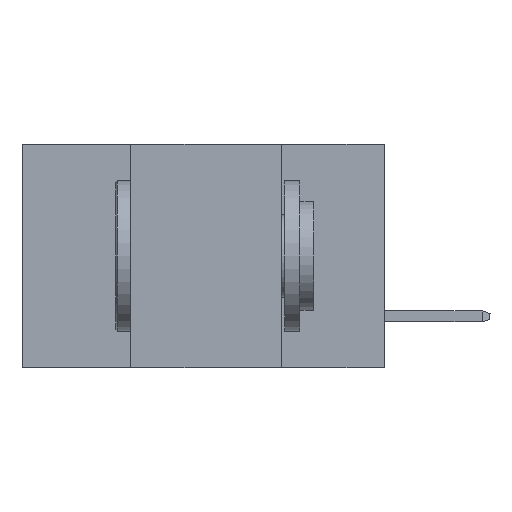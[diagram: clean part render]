
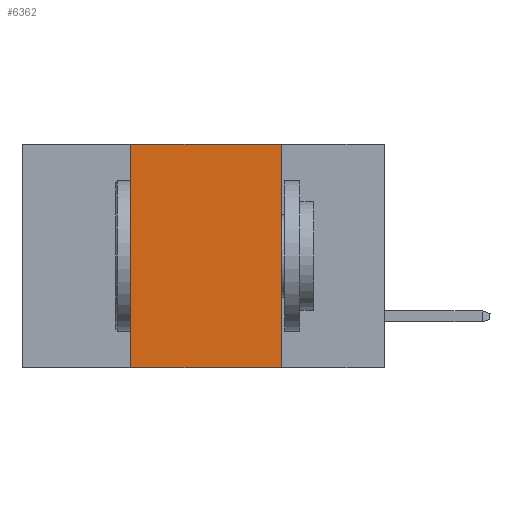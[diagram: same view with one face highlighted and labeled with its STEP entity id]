
A CAD part, left-side view. The second image highlights one B-rep face of the part: STEP entity #6362.
In plain terms, the highlighted planar face has unit normal (-1, 0, 0).
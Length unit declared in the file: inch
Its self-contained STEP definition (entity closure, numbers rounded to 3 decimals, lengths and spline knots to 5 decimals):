
#817 = VECTOR ( 'NONE', #2672, 39.37008 ) ;
#1098 = EDGE_CURVE ( 'NONE', #15665, #9746, #17109, .T. ) ;
#1783 = EDGE_CURVE ( 'NONE', #15009, #9746, #5982, .T. ) ;
#2672 = DIRECTION ( 'NONE',  ( 0., 0., -1. ) ) ;
#3415 = CARTESIAN_POINT ( 'NONE',  ( 0., 0.42, 0. ) ) ;
#3575 = AXIS2_PLACEMENT_3D ( 'NONE', #13158, #19167, #3787 ) ;
#3579 = VECTOR ( 'NONE', #8142, 39.37008 ) ;
#3787 = DIRECTION ( 'NONE',  ( 0., 0., -1. ) ) ;
#4303 = ORIENTED_EDGE ( 'NONE', *, *, #15078, .F. ) ;
#4335 = LINE ( 'NONE', #13495, #18307 ) ;
#4931 = CARTESIAN_POINT ( 'NONE',  ( 0., 0.6, 0. ) ) ;
#4945 = CARTESIAN_POINT ( 'NONE',  ( 0., 0.6, -0.37 ) ) ;
#5375 = ORIENTED_EDGE ( 'NONE', *, *, #7470, .F. ) ;
#5905 = ORIENTED_EDGE ( 'NONE', *, *, #1783, .F. ) ;
#5982 = LINE ( 'NONE', #14860, #817 ) ;
#6362 = ADVANCED_FACE ( 'NONE', ( #19369 ), #14564, .F. ) ;
#7470 = EDGE_CURVE ( 'NONE', #15665, #13711, #4335, .T. ) ;
#8142 = DIRECTION ( 'NONE',  ( 0., -1., 0. ) ) ;
#9638 = CARTESIAN_POINT ( 'NONE',  ( 0., 0.17, 0. ) ) ;
#9746 = VERTEX_POINT ( 'NONE', #10085 ) ;
#10085 = CARTESIAN_POINT ( 'NONE',  ( 0., 0.17, -0.37 ) ) ;
#11029 = DIRECTION ( 'NONE',  ( 0., -1., 0. ) ) ;
#12016 = DIRECTION ( 'NONE',  ( 0., 0., 1. ) ) ;
#12055 = VECTOR ( 'NONE', #11029, 39.37008 ) ;
#12264 = CARTESIAN_POINT ( 'NONE',  ( 0., 0.42, -0.37 ) ) ;
#13021 = EDGE_LOOP ( 'NONE', ( #5905, #4303, #5375, #13385 ) ) ;
#13158 = CARTESIAN_POINT ( 'NONE',  ( 0., 0.6, 0. ) ) ;
#13385 = ORIENTED_EDGE ( 'NONE', *, *, #1098, .T. ) ;
#13495 = CARTESIAN_POINT ( 'NONE',  ( 0., 0.42, -0.37 ) ) ;
#13711 = VERTEX_POINT ( 'NONE', #3415 ) ;
#14564 = PLANE ( 'NONE',  #3575 ) ;
#14860 = CARTESIAN_POINT ( 'NONE',  ( 0., 0.17, -0.37 ) ) ;
#15009 = VERTEX_POINT ( 'NONE', #9638 ) ;
#15078 = EDGE_CURVE ( 'NONE', #13711, #15009, #19019, .T. ) ;
#15665 = VERTEX_POINT ( 'NONE', #12264 ) ;
#17109 = LINE ( 'NONE', #4945, #12055 ) ;
#18307 = VECTOR ( 'NONE', #12016, 39.37008 ) ;
#19019 = LINE ( 'NONE', #4931, #3579 ) ;
#19167 = DIRECTION ( 'NONE',  ( 1., 0., 0. ) ) ;
#19369 = FACE_OUTER_BOUND ( 'NONE', #13021, .T. ) ;
